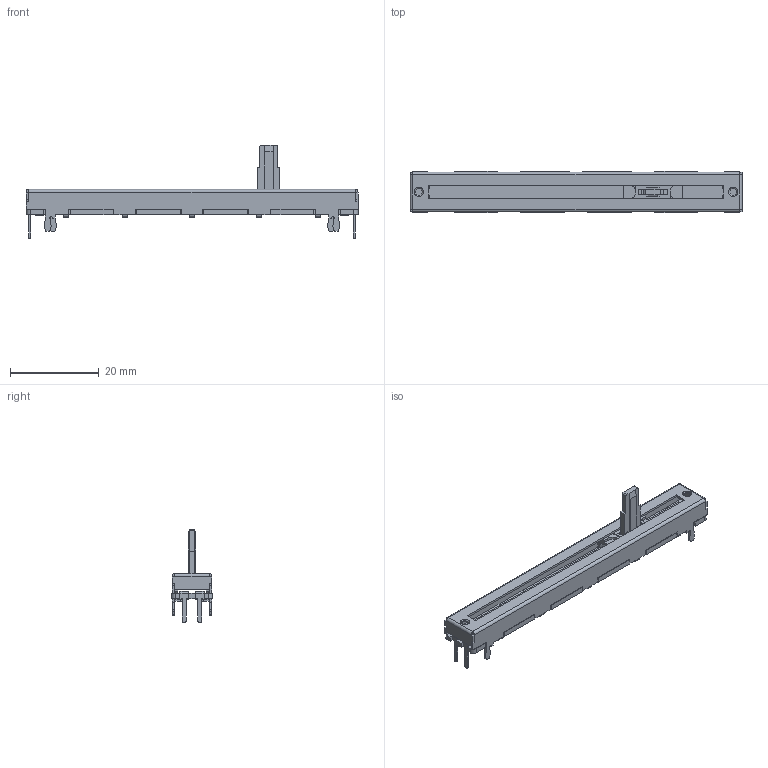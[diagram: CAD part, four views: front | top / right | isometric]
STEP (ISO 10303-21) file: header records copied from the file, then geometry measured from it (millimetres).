
FILE_DESCRIPTION(/* description */ ('STEP AP242','CAx-IF Rec.Pracs.---Representation and Presentation of Product Manufacturing Information (PMI)---4.0---2014-10-13','CAx-IF Rec.Pracs.---3D Tessellated Geometry---0.4---2014-09-14','2;1'),/* implementation_level */ '2;1');
FILE_NAME(/* name */ '66e96bb6202f585fb581e632',/* time_stamp */ '2024-09-17T11:44:55Z',/* author */ (''),/* organization */ (''),/* preprocessor_version */ 'ST-DEVELOPER v20',/* originating_system */ ' ',/* authorisation */ ' ');
FILE_SCHEMA (('AP242_MANAGED_MODEL_BASED_3D_ENGINEERING_MIM_LF { 1 0 10303 442 1 1 4 }'));
Length unit declared in the file: metre
Products named in the file (6): PTA Series; Lever; Cover; Pin; Isolator; Base
Assembly tree (7 placements, depth 2):
  PTA Series
    Lever
    Cover
    Pin  x3
    Isolator
    Base
Bounding box: 75 x 9.3 x 21.19 mm (x, y, z)
Volume: 1643.8 mm3; surface area: 4970.9 mm2
Topology: 7 solids, 7 shells, 542 faces, 1401 edges, 880 vertices
Faces by surface type: plane 424, cylinder 107, torus 11
Full cylindrical faces by diameter (mm): 0.768 x3, 1.2 x3, 1.3 x4, 1.6 x2
Entity records: 14949 total; most frequent: CARTESIAN_POINT 2586, ORIENTED_EDGE 2552, DIRECTION 2480, EDGE_CURVE 1276, LINE 1072, VECTOR 1072, VERTEX_POINT 810, AXIS2_PLACEMENT_3D 704
